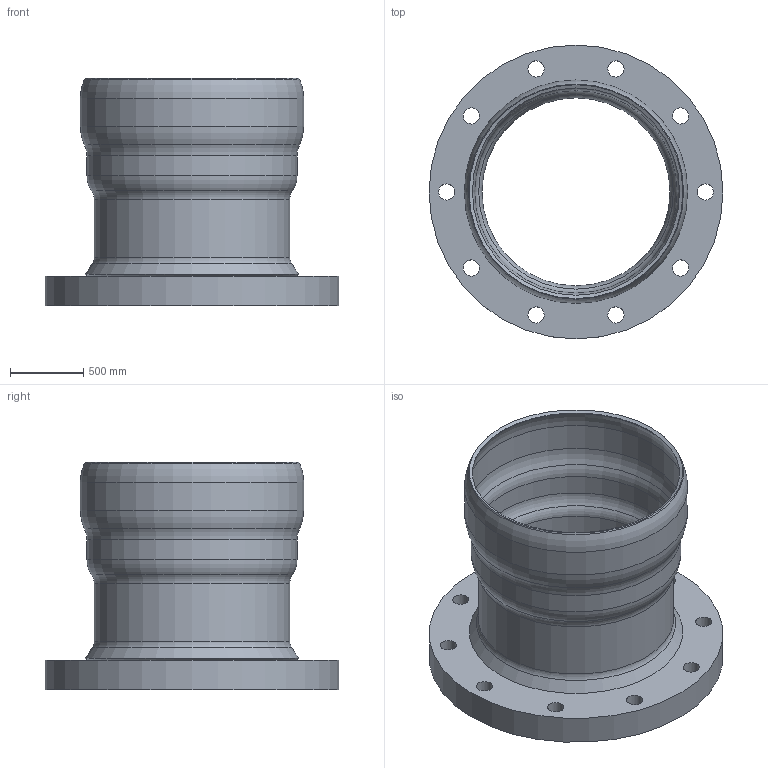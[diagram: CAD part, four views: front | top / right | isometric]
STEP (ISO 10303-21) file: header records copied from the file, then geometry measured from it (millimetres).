
FILE_DESCRIPTION(/* description */ (''),/* implementation_level */ '2;1');
FILE_NAME(/* name */ '86082.125X_3D.stp',/* time_stamp */ '2024-12-12T09:51:41+01:00',/* author */ ('CAD'),/* organization */ (''),/* preprocessor_version */ 'ST-DEVELOPER v20',/* originating_system */ 'AutoCAD Mechanical',/* authorisation */ '');
FILE_SCHEMA (('AUTOMOTIVE_DESIGN { 1 0 10303 214 3 1 1 }'));
Length unit declared in the file: centimetre
Products named in the file (2): Product; *S0
Assembly tree (1 placements, depth 2):
  Product
    *S0
Bounding box: 2000 x 2000 x 1550 mm (x, y, z)
Volume: 447144471.6 mm3; surface area: 18067465.6 mm2
Topology: 2 solids, 2 shells, 38 faces, 100 edges, 64 vertices
Faces by surface type: cylinder 18, torus 12, cone 6, plane 2
Full cylindrical faces by diameter (mm): 110 x10, 1280 x1, 1330 x1, 1380 x1, 1411 x1, 1430 x1, 1470 x1, 1520 x1, 2000 x1
Entity records: 1306 total; most frequent: DIRECTION 258, CARTESIAN_POINT 205, ORIENTED_EDGE 200, AXIS2_PLACEMENT_3D 117, EDGE_CURVE 100, CIRCLE 76, VERTEX_POINT 64, EDGE_LOOP 60
